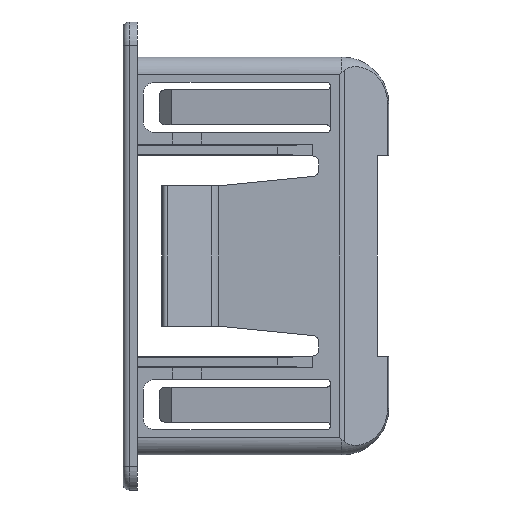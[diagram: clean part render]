
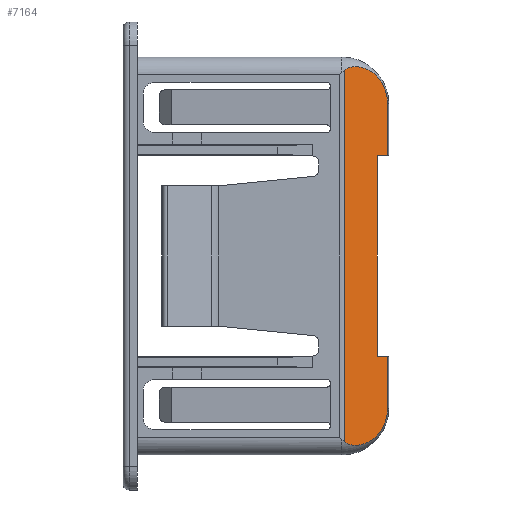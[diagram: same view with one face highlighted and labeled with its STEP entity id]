
A CAD part, left-side view. The second image highlights one B-rep face of the part: STEP entity #7164.
In plain terms, the highlighted planar face has unit normal (-0.97, -0.242, 0).
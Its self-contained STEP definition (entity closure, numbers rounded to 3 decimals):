
#36=DIRECTION('',(0.,0.,1.));
#37=VECTOR('',#36,4.45);
#38=CARTESIAN_POINT('',(-6.824,0.094,-13.));
#39=LINE('',#38,#37);
#51=CARTESIAN_POINT('',(-7.755,3.821,15.858));
#52=CARTESIAN_POINT('',(-7.748,3.793,15.885));
#53=CARTESIAN_POINT('',(-7.732,3.729,15.937));
#54=CARTESIAN_POINT('',(-7.703,3.611,16.01));
#55=CARTESIAN_POINT('',(-7.667,3.468,16.075));
#56=CARTESIAN_POINT('',(-7.625,3.299,16.13));
#57=CARTESIAN_POINT('',(-7.576,3.102,16.169));
#58=CARTESIAN_POINT('',(-7.52,2.879,16.186));
#59=CARTESIAN_POINT('',(-7.458,2.632,16.176));
#60=CARTESIAN_POINT('',(-7.394,2.375,16.135));
#61=CARTESIAN_POINT('',(-7.328,2.113,16.062));
#62=CARTESIAN_POINT('',(-7.262,1.849,15.956));
#63=CARTESIAN_POINT('',(-7.197,1.59,15.816));
#64=CARTESIAN_POINT('',(-7.135,1.339,15.644));
#65=CARTESIAN_POINT('',(-7.075,1.102,15.441));
#66=CARTESIAN_POINT('',(-7.02,0.882,15.208));
#67=CARTESIAN_POINT('',(-6.971,0.682,14.947));
#68=CARTESIAN_POINT('',(-6.927,0.508,14.663));
#69=CARTESIAN_POINT('',(-6.89,0.36,14.357));
#70=CARTESIAN_POINT('',(-6.861,0.243,14.033));
#71=CARTESIAN_POINT('',(-6.839,0.158,13.697));
#72=CARTESIAN_POINT('',(-6.826,0.106,13.35));
#73=CARTESIAN_POINT('',(-6.824,0.094,13.117));
#74=CARTESIAN_POINT('',(-6.824,0.094,13.));
#79=DIRECTION('',(0.,0.,-1.));
#80=VECTOR('',#79,17.1);
#81=CARTESIAN_POINT('',(-7.05,1.,8.55));
#82=LINE('',#81,#80);
#86=CARTESIAN_POINT('',(-7.755,3.821,-15.858));
#87=CARTESIAN_POINT('',(-7.748,3.793,-15.885));
#88=CARTESIAN_POINT('',(-7.732,3.729,-15.937));
#89=CARTESIAN_POINT('',(-7.703,3.611,-16.01));
#90=CARTESIAN_POINT('',(-7.667,3.469,-16.075));
#91=CARTESIAN_POINT('',(-7.625,3.3,-16.13));
#92=CARTESIAN_POINT('',(-7.576,3.104,-16.168));
#93=CARTESIAN_POINT('',(-7.52,2.881,-16.186));
#94=CARTESIAN_POINT('',(-7.459,2.635,-16.176));
#95=CARTESIAN_POINT('',(-7.394,2.378,-16.136));
#96=CARTESIAN_POINT('',(-7.329,2.115,-16.063));
#97=CARTESIAN_POINT('',(-7.263,1.851,-15.957));
#98=CARTESIAN_POINT('',(-7.198,1.592,-15.817));
#99=CARTESIAN_POINT('',(-7.135,1.341,-15.645));
#100=CARTESIAN_POINT('',(-7.076,1.103,-15.442));
#101=CARTESIAN_POINT('',(-7.021,0.883,
-15.209));
#102=CARTESIAN_POINT('',(-6.971,0.683,
-14.948));
#103=CARTESIAN_POINT('',(-6.927,0.508,
-14.664));
#104=CARTESIAN_POINT('',(-6.89,0.361,
-14.358));
#105=CARTESIAN_POINT('',(-6.861,0.243,
-14.034));
#106=CARTESIAN_POINT('',(-6.839,0.158,
-13.697));
#107=CARTESIAN_POINT('',(-6.826,0.106,
-13.351));
#108=CARTESIAN_POINT('',(-6.824,0.094,
-13.117));
#109=CARTESIAN_POINT('',(-6.824,0.094,
-13.));
#2887=DIRECTION('',(0.,0.,1.));
#2888=VECTOR('',#2887,4.45);
#2889=CARTESIAN_POINT('',(-6.824,0.094,8.55));
#2890=LINE('',#2889,#2888);
#2901=DIRECTION('',(0.243,-0.97,0.));
#2902=VECTOR('',#2901,0.934);
#2903=CARTESIAN_POINT('',(-7.05,1.,8.55));
#2904=LINE('',#2903,#2902);
#3371=DIRECTION('',(-0.243,0.97,0.));
#3372=VECTOR('',#3371,0.934);
#3373=CARTESIAN_POINT('',(-6.824,0.094,-8.55));
#3374=LINE('',#3373,#3372);
#4764=DIRECTION('',(0.,0.,-1.));
#4765=VECTOR('',#4764,31.716);
#4766=CARTESIAN_POINT('',(-7.755,3.821,15.858));
#4767=LINE('',#4766,#4765);
#6167=CARTESIAN_POINT('',(-6.824,0.094,
-13.));
#6168=CARTESIAN_POINT('',(-6.824,0.094,-8.55));
#6169=VERTEX_POINT('',#6167);
#6170=VERTEX_POINT('',#6168);
#6171=VERTEX_POINT('',#86);
#6172=CARTESIAN_POINT('',(-7.755,3.821,15.858));
#6173=VERTEX_POINT('',#6172);
#6174=VERTEX_POINT('',#74);
#6175=CARTESIAN_POINT('',(-6.824,0.094,8.55));
#6176=VERTEX_POINT('',#6175);
#6177=CARTESIAN_POINT('',(-7.05,1.,8.55));
#6178=VERTEX_POINT('',#6177);
#6179=CARTESIAN_POINT('',(-7.05,1.,-8.55));
#6180=VERTEX_POINT('',#6179);
#7142=CARTESIAN_POINT('',(-7.8,4.,-17.));
#7143=DIRECTION('',(0.97,0.243,0.));
#7144=DIRECTION('',(0.243,-0.97,0.));
#7145=AXIS2_PLACEMENT_3D('',#7142,#7143,#7144);
#7146=PLANE('',#7145);
#7148=ORIENTED_EDGE('',*,*,#7147,.F.);
#7150=ORIENTED_EDGE('',*,*,#7149,.F.);
#7152=ORIENTED_EDGE('',*,*,#7151,.T.);
#7154=ORIENTED_EDGE('',*,*,#7153,.F.);
#7156=ORIENTED_EDGE('',*,*,#7155,.F.);
#7158=ORIENTED_EDGE('',*,*,#7157,.T.);
#7160=ORIENTED_EDGE('',*,*,#7159,.F.);
#7161=ORIENTED_EDGE('',*,*,#7132,.F.);
#7162=EDGE_LOOP('',(#7148,#7150,#7152,#7154,#7156,#7158,#7160,#7161));
#7163=FACE_OUTER_BOUND('',#7162,.F.);
#7164=ADVANCED_FACE('',(#7163),#7146,.F.);
#75=B_SPLINE_CURVE_WITH_KNOTS('',3,(#51,#52,#53,#54,#55,#56,#57,#58,#59,#60,#61,
#62,#63,#64,#65,#66,#67,#68,#69,#70,#71,#72,#73,#74),.UNSPECIFIED.,.F.,.F.,(4,1,
1,1,1,1,1,1,1,1,1,1,1,1,1,1,1,1,1,1,1,4),(0.,0.048,
0.095,0.143,0.19,0.238,
0.286,0.333,0.381,0.429,
0.476,0.524,0.571,0.619,
0.667,0.714,0.762,0.81,
0.857,0.905,0.952,1.),.UNSPECIFIED.);
#110=B_SPLINE_CURVE_WITH_KNOTS('',3,(#86,#87,#88,#89,#90,#91,#92,#93,#94,#95,
#96,#97,#98,#99,#100,#101,#102,#103,#104,#105,#106,#107,#108,#109),
.UNSPECIFIED.,.F.,.F.,(4,1,1,1,1,1,1,1,1,1,1,1,1,1,1,1,1,1,1,1,1,4),(0.,
0.048,0.095,0.143,0.19,
0.238,0.286,0.333,0.381,
0.429,0.476,0.524,0.571,
0.619,0.667,0.714,0.762,
0.81,0.857,0.905,0.952,1.),
.UNSPECIFIED.);
#7132=EDGE_CURVE('',#6169,#6170,#39,.T.);
#7147=EDGE_CURVE('',#6171,#6169,#110,.T.);
#7149=EDGE_CURVE('',#6173,#6171,#4767,.T.);
#7151=EDGE_CURVE('',#6173,#6174,#75,.T.);
#7153=EDGE_CURVE('',#6176,#6174,#2890,.T.);
#7155=EDGE_CURVE('',#6178,#6176,#2904,.T.);
#7157=EDGE_CURVE('',#6178,#6180,#82,.T.);
#7159=EDGE_CURVE('',#6170,#6180,#3374,.T.);
